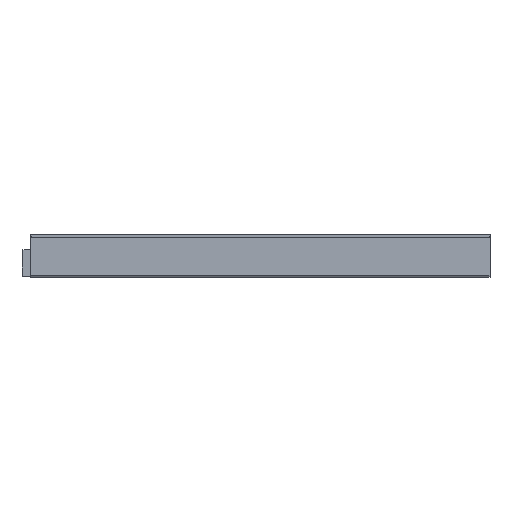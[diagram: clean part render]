
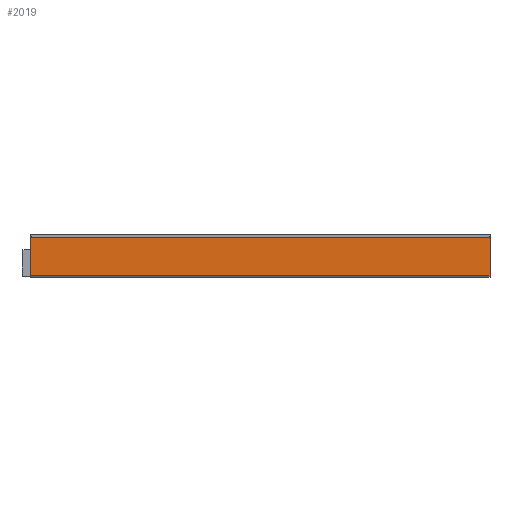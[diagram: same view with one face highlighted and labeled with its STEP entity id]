
A CAD part, top view. The second image highlights one B-rep face of the part: STEP entity #2019.
In plain terms, the highlighted planar face has unit normal (0, 0, 1).
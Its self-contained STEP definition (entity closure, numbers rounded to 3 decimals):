
#12 = LINE ( 'NONE', #1015, #676 ) ;
#177 = LINE ( 'NONE', #1191, #259 ) ;
#216 = ORIENTED_EDGE ( 'NONE', *, *, #1496, .T. ) ;
#219 = DIRECTION ( 'NONE',  ( 1., 0., 0. ) ) ;
#231 = LINE ( 'NONE', #2172, #343 ) ;
#259 = VECTOR ( 'NONE', #2077, 1000. ) ;
#318 = DIRECTION ( 'NONE',  ( -1., 0., 0. ) ) ;
#343 = VECTOR ( 'NONE', #219, 1000. ) ;
#350 = CARTESIAN_POINT ( 'NONE',  ( 154.7, 13.4, 0. ) ) ;
#434 = VERTEX_POINT ( 'NONE', #350 ) ;
#441 = CARTESIAN_POINT ( 'NONE',  ( 154.7, 0.7, 0. ) ) ;
#450 = PLANE ( 'NONE',  #1179 ) ;
#462 = ORIENTED_EDGE ( 'NONE', *, *, #865, .T. ) ;
#550 = EDGE_CURVE ( 'NONE', #2018, #1962, #231, .T. ) ;
#676 = VECTOR ( 'NONE', #318, 1000. ) ;
#821 = DIRECTION ( 'NONE',  ( -1., 0., 0. ) ) ;
#865 = EDGE_CURVE ( 'NONE', #1962, #434, #893, .T. ) ;
#893 = LINE ( 'NONE', #2083, #2226 ) ;
#982 = DIRECTION ( 'NONE',  ( 0., 0., -1. ) ) ;
#1015 = CARTESIAN_POINT ( 'NONE',  ( -2., 13.4, 0. ) ) ;
#1179 = AXIS2_PLACEMENT_3D ( 'NONE', #1870, #982, #821 ) ;
#1191 = CARTESIAN_POINT ( 'NONE',  ( -2., 0., 0. ) ) ;
#1389 = FACE_OUTER_BOUND ( 'NONE', #1782, .T. ) ;
#1449 = EDGE_CURVE ( 'NONE', #434, #1972, #12, .T. ) ;
#1496 = EDGE_CURVE ( 'NONE', #1972, #2018, #177, .T. ) ;
#1497 = ORIENTED_EDGE ( 'NONE', *, *, #550, .T. ) ;
#1512 = CARTESIAN_POINT ( 'NONE',  ( -2., 13.4, 0. ) ) ;
#1526 = ORIENTED_EDGE ( 'NONE', *, *, #1449, .T. ) ;
#1782 = EDGE_LOOP ( 'NONE', ( #1497, #462, #1526, #216 ) ) ;
#1870 = CARTESIAN_POINT ( 'NONE',  ( 0., 0., 0. ) ) ;
#1962 = VERTEX_POINT ( 'NONE', #441 ) ;
#1972 = VERTEX_POINT ( 'NONE', #1512 ) ;
#2018 = VERTEX_POINT ( 'NONE', #2218 ) ;
#2019 = ADVANCED_FACE ( 'NONE', ( #1389 ), #450, .F. ) ;
#2074 = DIRECTION ( 'NONE',  ( 0., 1., 0. ) ) ;
#2077 = DIRECTION ( 'NONE',  ( 0., -1., 0. ) ) ;
#2083 = CARTESIAN_POINT ( 'NONE',  ( 154.7, 0., 0. ) ) ;
#2172 = CARTESIAN_POINT ( 'NONE',  ( -2., 0.7, 0. ) ) ;
#2218 = CARTESIAN_POINT ( 'NONE',  ( -2., 0.7, 0. ) ) ;
#2226 = VECTOR ( 'NONE', #2074, 1000. ) ;
